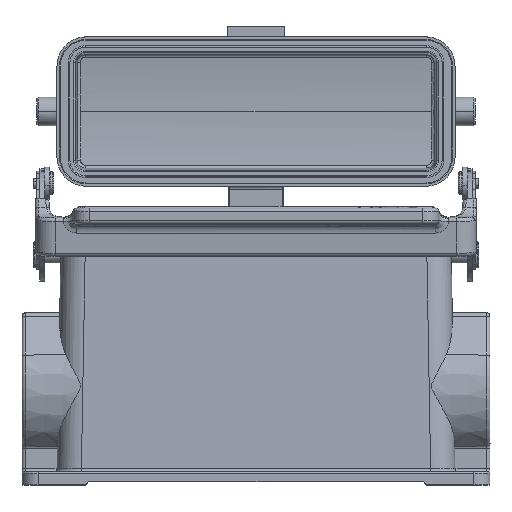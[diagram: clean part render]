
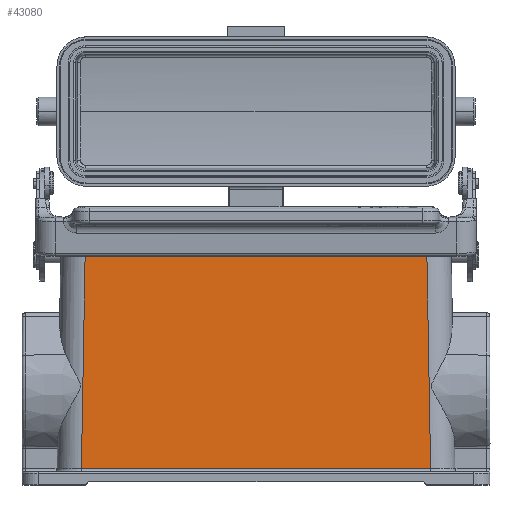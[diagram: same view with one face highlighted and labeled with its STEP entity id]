
A CAD part, top view. The second image highlights one B-rep face of the part: STEP entity #43080.
In plain terms, the highlighted planar face has unit normal (0, 0.018, 1).
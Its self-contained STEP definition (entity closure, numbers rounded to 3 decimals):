
#7829=DIRECTION('',(0.017,-1.,0.017));
#7830=VECTOR('',#7829,69.547);
#7831=CARTESIAN_POINT('',(125.51,74.509,-6.491));
#7832=LINE('',#7831,#7830);
#7833=DIRECTION('',(0.017,1.,-0.017));
#7834=VECTOR('',#7833,69.547);
#7835=CARTESIAN_POINT('',(19.277,4.983,-5.278));
#7836=LINE('',#7835,#7834);
#10312=DIRECTION('',(-1.,0.,0.));
#10313=VECTOR('',#10312,105.019);
#10314=CARTESIAN_POINT('',(125.51,74.509,
-6.491));
#10315=LINE('',#10314,#10313);
#11632=DIRECTION('',(1.,0.,0.));
#11633=VECTOR('',#11632,107.447);
#11634=CARTESIAN_POINT('',(19.277,4.983,
-5.278));
#11635=LINE('',#11634,#11633);
#24566=CARTESIAN_POINT('',(19.277,4.983,
-5.278));
#24567=CARTESIAN_POINT('',(20.49,74.509,
-6.491));
#24568=VERTEX_POINT('',#24566);
#24569=VERTEX_POINT('',#24567);
#24575=CARTESIAN_POINT('',(125.51,74.509,
-6.491));
#24576=CARTESIAN_POINT('',(126.723,4.983,
-5.278));
#24577=VERTEX_POINT('',#24575);
#24578=VERTEX_POINT('',#24576);
#43066=CARTESIAN_POINT('',(73.,39.746,
-5.885));
#43067=DIRECTION('',(0.,0.017,1.));
#43068=DIRECTION('',(0.,-1.,0.017));
#43069=AXIS2_PLACEMENT_3D('',#43066,#43067,#43068);
#43070=PLANE('',#43069);
#43072=ORIENTED_EDGE('',*,*,#43071,.T.);
#43074=ORIENTED_EDGE('',*,*,#43073,.F.);
#43075=ORIENTED_EDGE('',*,*,#43048,.T.);
#43077=ORIENTED_EDGE('',*,*,#43076,.F.);
#43078=EDGE_LOOP('',(#43072,#43074,#43075,#43077));
#43079=FACE_OUTER_BOUND('',#43078,.F.);
#43048=EDGE_CURVE('',#24568,#24569,#7836,.T.);
#43071=EDGE_CURVE('',#24577,#24578,#7832,.T.);
#43073=EDGE_CURVE('',#24568,#24578,#11635,.T.);
#43076=EDGE_CURVE('',#24577,#24569,#10315,.T.);
#43080=ADVANCED_FACE('',(#43079),#43070,.T.);
